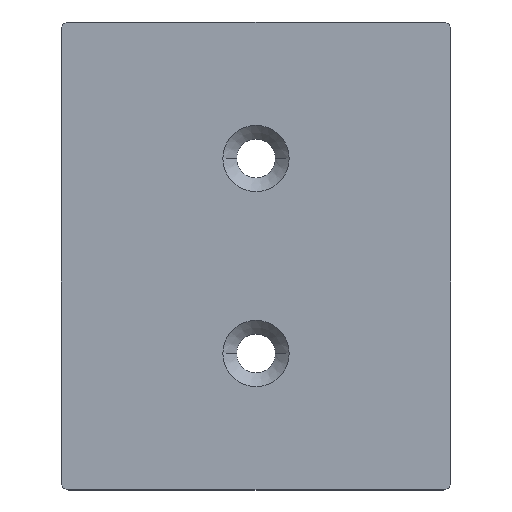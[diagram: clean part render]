
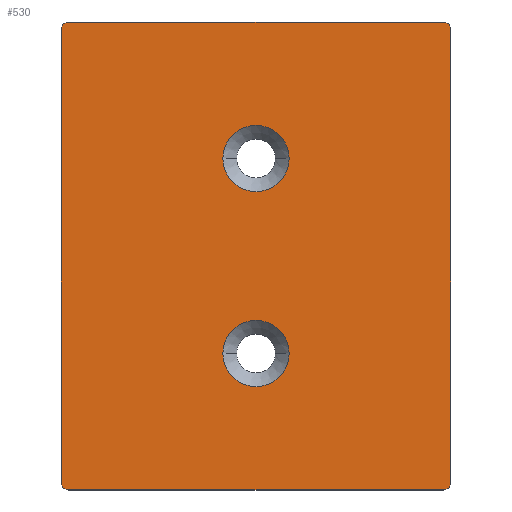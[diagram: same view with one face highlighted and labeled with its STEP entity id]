
A CAD part, top view. The second image highlights one B-rep face of the part: STEP entity #530.
In plain terms, the highlighted planar face has unit normal (0, 0, 1).
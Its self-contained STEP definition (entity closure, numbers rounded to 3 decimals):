
#6 = CIRCLE ( 'NONE', #235, 1. ) ;
#8 = FACE_BOUND ( 'NONE', #580, .T. ) ;
#14 = CARTESIAN_POINT ( 'NONE',  ( -24., -30., 3. ) ) ;
#15 = CARTESIAN_POINT ( 'NONE',  ( -25., -29., 3. ) ) ;
#25 = VECTOR ( 'NONE', #477, 1000. ) ;
#35 = ORIENTED_EDGE ( 'NONE', *, *, #468, .T. ) ;
#52 = EDGE_CURVE ( 'NONE', #475, #359, #385, .T. ) ;
#57 = CARTESIAN_POINT ( 'NONE',  ( -25., 29., 3. ) ) ;
#62 = DIRECTION ( 'NONE',  ( 0., 0., 1. ) ) ;
#65 = VECTOR ( 'NONE', #178, 1000. ) ;
#77 = EDGE_CURVE ( 'NONE', #179, #537, #6, .T. ) ;
#81 = CARTESIAN_POINT ( 'NONE',  ( 25., 29., 3. ) ) ;
#82 = CIRCLE ( 'NONE', #565, 4.25 ) ;
#110 = DIRECTION ( 'NONE',  ( 0., 0., 1. ) ) ;
#114 = CARTESIAN_POINT ( 'NONE',  ( -24., 30., 3. ) ) ;
#119 = CARTESIAN_POINT ( 'NONE',  ( 24., -29., 3. ) ) ;
#144 = VERTEX_POINT ( 'NONE', #15 ) ;
#147 = DIRECTION ( 'NONE',  ( 1., 0., 0. ) ) ;
#156 = CARTESIAN_POINT ( 'NONE',  ( -24., -30., 3. ) ) ;
#158 = EDGE_CURVE ( 'NONE', #682, #520, #237, .T. ) ;
#161 = DIRECTION ( 'NONE',  ( 0., 0., 1. ) ) ;
#162 = VECTOR ( 'NONE', #677, 1000. ) ;
#163 = CIRCLE ( 'NONE', #250, 4.25 ) ;
#172 = FACE_BOUND ( 'NONE', #216, .T. ) ;
#176 = DIRECTION ( 'NONE',  ( 1., 0., 0. ) ) ;
#178 = DIRECTION ( 'NONE',  ( 0., -1., 0. ) ) ;
#179 = VERTEX_POINT ( 'NONE', #81 ) ;
#188 = DIRECTION ( 'NONE',  ( 0., 0., 1. ) ) ;
#206 = DIRECTION ( 'NONE',  ( 1., 0., 0. ) ) ;
#209 = VERTEX_POINT ( 'NONE', #234 ) ;
#213 = LINE ( 'NONE', #156, #162 ) ;
#216 = EDGE_LOOP ( 'NONE', ( #616, #310 ) ) ;
#225 = CARTESIAN_POINT ( 'NONE',  ( 0., -12.5, 3. ) ) ;
#234 = CARTESIAN_POINT ( 'NONE',  ( -4.25, 12.5, 3. ) ) ;
#235 = AXIS2_PLACEMENT_3D ( 'NONE', #272, #62, #660 ) ;
#237 = CIRCLE ( 'NONE', #317, 1. ) ;
#238 = AXIS2_PLACEMENT_3D ( 'NONE', #119, #161, #176 ) ;
#244 = DIRECTION ( 'NONE',  ( 0., 0., 1. ) ) ;
#245 = EDGE_CURVE ( 'NONE', #248, #179, #346, .T. ) ;
#248 = VERTEX_POINT ( 'NONE', #583 ) ;
#250 = AXIS2_PLACEMENT_3D ( 'NONE', #502, #305, #206 ) ;
#261 = CARTESIAN_POINT ( 'NONE',  ( -24., -29., 3. ) ) ;
#263 = CARTESIAN_POINT ( 'NONE',  ( 24., -29., 3. ) ) ;
#264 = VERTEX_POINT ( 'NONE', #308 ) ;
#271 = CIRCLE ( 'NONE', #621, 1. ) ;
#272 = CARTESIAN_POINT ( 'NONE',  ( 24., 29., 3. ) ) ;
#273 = CARTESIAN_POINT ( 'NONE',  ( 0., -12.5, 3. ) ) ;
#280 = VECTOR ( 'NONE', #563, 1000. ) ;
#287 = EDGE_CURVE ( 'NONE', #535, #264, #213, .T. ) ;
#302 = CARTESIAN_POINT ( 'NONE',  ( 4.25, -12.5, 3. ) ) ;
#303 = VERTEX_POINT ( 'NONE', #631 ) ;
#305 = DIRECTION ( 'NONE',  ( 0., 0., 1. ) ) ;
#308 = CARTESIAN_POINT ( 'NONE',  ( 24., -30., 3. ) ) ;
#310 = ORIENTED_EDGE ( 'NONE', *, *, #564, .F. ) ;
#311 = EDGE_CURVE ( 'NONE', #144, #535, #509, .T. ) ;
#317 = AXIS2_PLACEMENT_3D ( 'NONE', #403, #188, #507 ) ;
#322 = DIRECTION ( 'NONE',  ( 0., 0., 1. ) ) ;
#325 = EDGE_CURVE ( 'NONE', #537, #682, #474, .T. ) ;
#330 = AXIS2_PLACEMENT_3D ( 'NONE', #261, #519, #362 ) ;
#337 = ORIENTED_EDGE ( 'NONE', *, *, #311, .T. ) ;
#346 = LINE ( 'NONE', #398, #280 ) ;
#348 = ORIENTED_EDGE ( 'NONE', *, *, #77, .T. ) ;
#353 = ORIENTED_EDGE ( 'NONE', *, *, #665, .T. ) ;
#359 = VERTEX_POINT ( 'NONE', #302 ) ;
#362 = DIRECTION ( 'NONE',  ( -1., 0., 0. ) ) ;
#376 = CARTESIAN_POINT ( 'NONE',  ( 24., 30., 3. ) ) ;
#385 = CIRCLE ( 'NONE', #463, 4.25 ) ;
#387 = PLANE ( 'NONE',  #238 ) ;
#392 = LINE ( 'NONE', #652, #65 ) ;
#398 = CARTESIAN_POINT ( 'NONE',  ( 25., -29., 3. ) ) ;
#403 = CARTESIAN_POINT ( 'NONE',  ( -24., 29., 3. ) ) ;
#427 = ORIENTED_EDGE ( 'NONE', *, *, #325, .T. ) ;
#431 = DIRECTION ( 'NONE',  ( 0., 0., 1. ) ) ;
#463 = AXIS2_PLACEMENT_3D ( 'NONE', #225, #431, #649 ) ;
#468 = EDGE_CURVE ( 'NONE', #264, #248, #271, .T. ) ;
#470 = ORIENTED_EDGE ( 'NONE', *, *, #245, .T. ) ;
#473 = CARTESIAN_POINT ( 'NONE',  ( 0., 12.5, 3. ) ) ;
#474 = LINE ( 'NONE', #689, #25 ) ;
#475 = VERTEX_POINT ( 'NONE', #592 ) ;
#477 = DIRECTION ( 'NONE',  ( -1., 0., 0. ) ) ;
#479 = CIRCLE ( 'NONE', #612, 4.25 ) ;
#482 = FACE_OUTER_BOUND ( 'NONE', #670, .T. ) ;
#502 = CARTESIAN_POINT ( 'NONE',  ( 0., 12.5, 3. ) ) ;
#507 = DIRECTION ( 'NONE',  ( -1., 0., 0. ) ) ;
#509 = CIRCLE ( 'NONE', #330, 1. ) ;
#511 = EDGE_CURVE ( 'NONE', #359, #475, #82, .T. ) ;
#519 = DIRECTION ( 'NONE',  ( 0., 0., 1. ) ) ;
#520 = VERTEX_POINT ( 'NONE', #57 ) ;
#530 = ADVANCED_FACE ( 'NONE', ( #8, #172, #482 ), #387, .T. ) ;
#535 = VERTEX_POINT ( 'NONE', #14 ) ;
#537 = VERTEX_POINT ( 'NONE', #376 ) ;
#541 = DIRECTION ( 'NONE',  ( 1., 0., 0. ) ) ;
#563 = DIRECTION ( 'NONE',  ( 0., 1., 0. ) ) ;
#564 = EDGE_CURVE ( 'NONE', #209, #303, #479, .T. ) ;
#565 = AXIS2_PLACEMENT_3D ( 'NONE', #273, #110, #541 ) ;
#567 = ORIENTED_EDGE ( 'NONE', *, *, #158, .T. ) ;
#568 = ORIENTED_EDGE ( 'NONE', *, *, #511, .F. ) ;
#574 = ORIENTED_EDGE ( 'NONE', *, *, #52, .F. ) ;
#580 = EDGE_LOOP ( 'NONE', ( #568, #574 ) ) ;
#583 = CARTESIAN_POINT ( 'NONE',  ( 25., -29., 3. ) ) ;
#592 = CARTESIAN_POINT ( 'NONE',  ( -4.25, -12.5, 3. ) ) ;
#612 = AXIS2_PLACEMENT_3D ( 'NONE', #473, #244, #147 ) ;
#616 = ORIENTED_EDGE ( 'NONE', *, *, #628, .F. ) ;
#621 = AXIS2_PLACEMENT_3D ( 'NONE', #263, #322, #655 ) ;
#628 = EDGE_CURVE ( 'NONE', #303, #209, #163, .T. ) ;
#631 = CARTESIAN_POINT ( 'NONE',  ( 4.25, 12.5, 3. ) ) ;
#649 = DIRECTION ( 'NONE',  ( 1., 0., 0. ) ) ;
#652 = CARTESIAN_POINT ( 'NONE',  ( -25., -29., 3. ) ) ;
#655 = DIRECTION ( 'NONE',  ( 1., 0., 0. ) ) ;
#660 = DIRECTION ( 'NONE',  ( -1., 0., 0. ) ) ;
#665 = EDGE_CURVE ( 'NONE', #520, #144, #392, .T. ) ;
#670 = EDGE_LOOP ( 'NONE', ( #35, #470, #348, #427, #567, #353, #337, #674 ) ) ;
#674 = ORIENTED_EDGE ( 'NONE', *, *, #287, .T. ) ;
#677 = DIRECTION ( 'NONE',  ( 1., 0., 0. ) ) ;
#682 = VERTEX_POINT ( 'NONE', #114 ) ;
#689 = CARTESIAN_POINT ( 'NONE',  ( -24., 30., 3. ) ) ;
